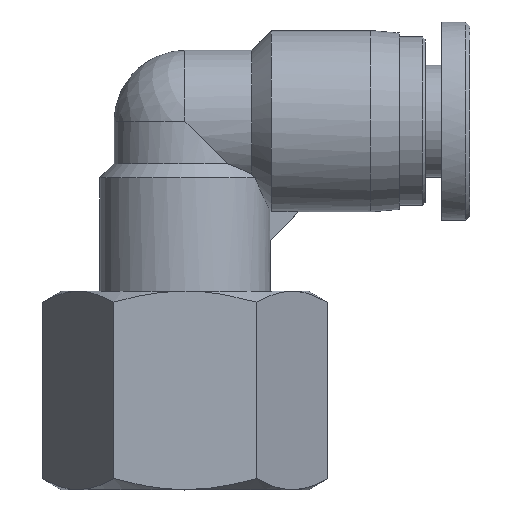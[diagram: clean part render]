
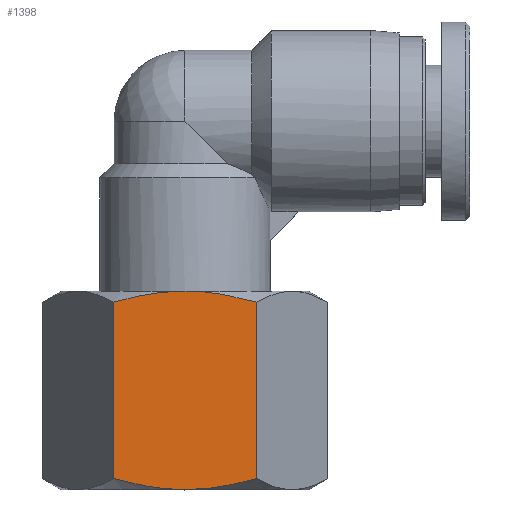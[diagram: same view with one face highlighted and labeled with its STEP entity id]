
A CAD part, top view. The second image highlights one B-rep face of the part: STEP entity #1398.
In plain terms, the highlighted face is planar.
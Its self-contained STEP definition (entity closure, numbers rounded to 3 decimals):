
#792=CARTESIAN_POINT('',(14.0,0.,-8.73));
#793=VERTEX_POINT('',#792);
#1046=CARTESIAN_POINT('',(0.78,-5.04,-8.73));
#1047=VERTEX_POINT('',#1046);
#1061=CARTESIAN_POINT('',(0.0,0.,-8.73));
#1062=VERTEX_POINT('',#1061);
#1070=CARTESIAN_POINT('',(0.78,-5.04,-8.73));
#1071=CARTESIAN_POINT('',(0.,-2.339,-8.73));
#1072=CARTESIAN_POINT('',(0.,0.,-8.73));
#1080=(BOUNDED_CURVE()B_SPLINE_CURVE(2,(#1070,#1071,#1072),.UNSPECIFIED.,.F.,.U.)B_SPLINE_CURVE_WITH_KNOTS((3,3),(0.358,0.925),.UNSPECIFIED.)CURVE()GEOMETRIC_REPRESENTATION_ITEM()RATIONAL_B_SPLINE_CURVE((1.049,1.063,1.0))REPRESENTATION_ITEM(''));
#1081=EDGE_CURVE('',#1047,#1062,#1080,.T.);
#1091=CARTESIAN_POINT('',(0.78,5.04,-8.73));
#1092=VERTEX_POINT('',#1091);
#1093=CARTESIAN_POINT('',(0.,0.,-8.73));
#1094=CARTESIAN_POINT('',(0.,2.339,-8.73));
#1095=CARTESIAN_POINT('',(0.78,5.04,-8.73));
#1103=(BOUNDED_CURVE()B_SPLINE_CURVE(2,(#1093,#1094,#1095),.UNSPECIFIED.,.F.,.U.)B_SPLINE_CURVE_WITH_KNOTS((3,3),(0.925,1.492),.UNSPECIFIED.)CURVE()GEOMETRIC_REPRESENTATION_ITEM()RATIONAL_B_SPLINE_CURVE((1.0,1.063,1.049))REPRESENTATION_ITEM(''));
#1104=EDGE_CURVE('',#1062,#1092,#1103,.T.);
#1282=CARTESIAN_POINT('',(13.22,5.04,-8.73));
#1283=VERTEX_POINT('',#1282);
#1298=CARTESIAN_POINT('',(13.22,5.04,-8.73));
#1299=CARTESIAN_POINT('',(14.,2.339,-8.73));
#1300=CARTESIAN_POINT('',(14.,0.,-8.73));
#1308=(BOUNDED_CURVE()B_SPLINE_CURVE(2,(#1298,#1299,#1300),.UNSPECIFIED.,.F.,.U.)B_SPLINE_CURVE_WITH_KNOTS((3,3),(0.358,0.925),.UNSPECIFIED.)CURVE()GEOMETRIC_REPRESENTATION_ITEM()RATIONAL_B_SPLINE_CURVE((1.049,1.063,1.0))REPRESENTATION_ITEM(''));
#1309=EDGE_CURVE('',#1283,#793,#1308,.T.);
#1319=CARTESIAN_POINT('',(13.22,-5.04,-8.73));
#1320=VERTEX_POINT('',#1319);
#1321=CARTESIAN_POINT('',(14.,0.,-8.73));
#1322=CARTESIAN_POINT('',(14.,-2.339,-8.73));
#1323=CARTESIAN_POINT('',(13.22,-5.04,-8.73));
#1331=(BOUNDED_CURVE()B_SPLINE_CURVE(2,(#1321,#1322,#1323),.UNSPECIFIED.,.F.,.U.)B_SPLINE_CURVE_WITH_KNOTS((3,3),(0.925,1.492),.UNSPECIFIED.)CURVE()GEOMETRIC_REPRESENTATION_ITEM()RATIONAL_B_SPLINE_CURVE((1.0,1.063,1.049))REPRESENTATION_ITEM(''));
#1332=EDGE_CURVE('',#793,#1320,#1331,.T.);
#1375=CARTESIAN_POINT('',(14.0,0.,-8.73));
#1376=DIRECTION('',(0.0,0.0,-1.0));
#1377=DIRECTION('',(0.0,-1.0,0.0));
#1378=AXIS2_PLACEMENT_3D('',#1375,#1376,#1377);
#1379=PLANE('',#1378);
#1380=ORIENTED_EDGE('',*,*,#1081,.T.);
#1381=ORIENTED_EDGE('',*,*,#1104,.T.);
#1382=CARTESIAN_POINT('',(13.22,5.04,-8.73));
#1383=DIRECTION('',(-1.0,0.0,0.0));
#1384=VECTOR('',#1383,12.441);
#1385=LINE('',#1382,#1384);
#1386=EDGE_CURVE('',#1283,#1092,#1385,.T.);
#1387=ORIENTED_EDGE('',*,*,#1386,.F.);
#1388=ORIENTED_EDGE('',*,*,#1309,.T.);
#1389=ORIENTED_EDGE('',*,*,#1332,.T.);
#1390=CARTESIAN_POINT('',(13.22,-5.04,-8.73));
#1391=DIRECTION('',(-1.0,0.0,0.0));
#1392=VECTOR('',#1391,12.441);
#1393=LINE('',#1390,#1392);
#1394=EDGE_CURVE('',#1320,#1047,#1393,.T.);
#1395=ORIENTED_EDGE('',*,*,#1394,.T.);
#1396=EDGE_LOOP('',(#1380,#1381,#1387,#1388,#1389,#1395));
#1397=FACE_OUTER_BOUND('',#1396,.T.);
#1398=ADVANCED_FACE('',(#1397),#1379,.T.);
